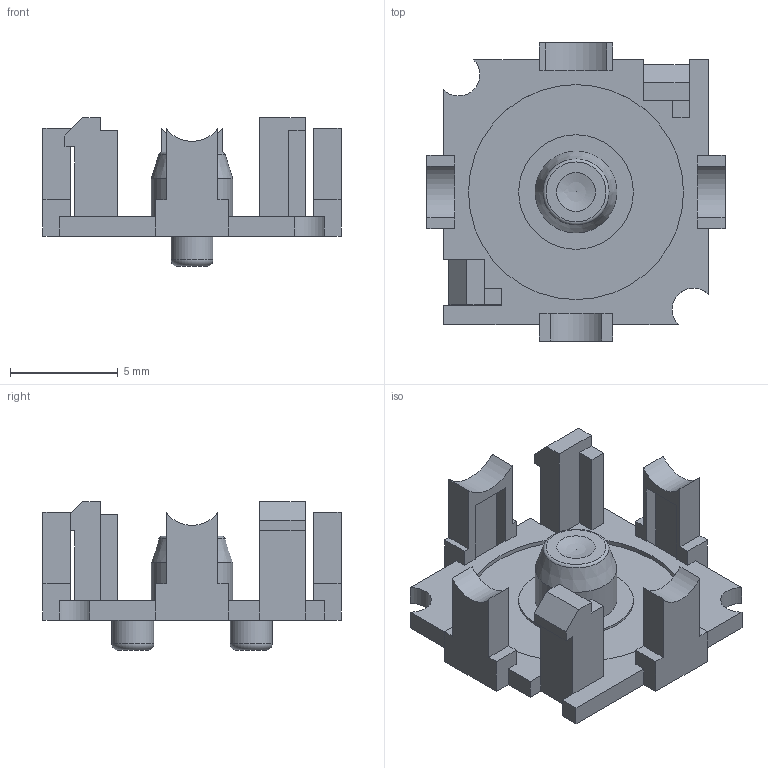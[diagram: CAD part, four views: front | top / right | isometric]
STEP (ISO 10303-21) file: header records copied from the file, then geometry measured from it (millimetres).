
FILE_DESCRIPTION(/* description */ (''),/* implementation_level */ '2;1');
FILE_NAME(/* name */ 'T3-NGCC-BOTTOM_HOUSING.stp',/* time_stamp */ '2022-08-31T18:26:13-04:00',/* author */ ('Antoine'),/* organization */ (''),/* preprocessor_version */ 'ST-DEVELOPER v19.2',/* originating_system */ 'AutoCAD Mechanical',/* authorisation */ '');
FILE_SCHEMA (('AUTOMOTIVE_DESIGN { 1 0 10303 214 3 1 1 }'));
Length unit declared in the file: millimetre
Products named in the file (1): Product
Bounding box: 13.85 x 13.85 x 6.9 mm (x, y, z)
Volume: 226.7 mm3; surface area: 693.5 mm2
Topology: 2 solids, 2 shells, 112 faces, 318 edges, 210 vertices
Faces by surface type: plane 96, cylinder 11, torus 3, sphere 1, cone 1
Full cylindrical faces by diameter (mm): 1.95 x2, 3.8 x1, 5.322 x1, 9.982 x1
Entity records: 3620 total; most frequent: CARTESIAN_POINT 640, ORIENTED_EDGE 634, DIRECTION 576, EDGE_CURVE 317, LINE 284, VECTOR 284, VERTEX_POINT 210, AXIS2_PLACEMENT_3D 146
